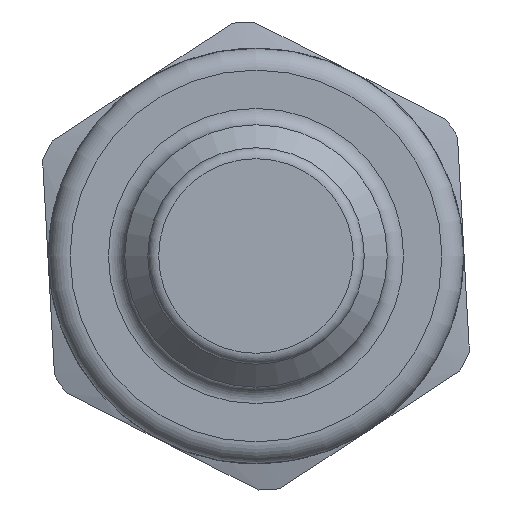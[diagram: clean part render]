
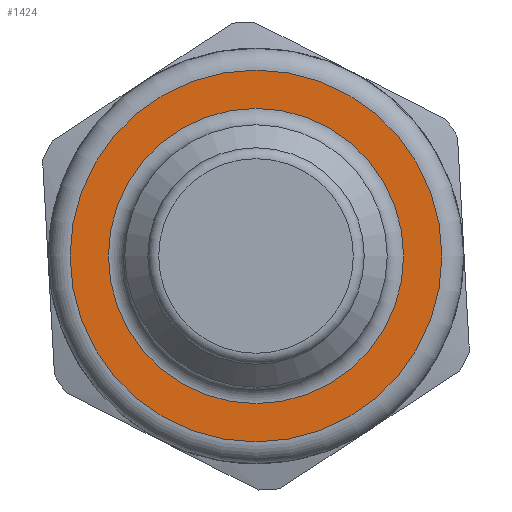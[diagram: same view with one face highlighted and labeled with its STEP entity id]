
A CAD part, left-side view. The second image highlights one B-rep face of the part: STEP entity #1424.
In plain terms, the highlighted planar face has unit normal (-1, 0, 0).
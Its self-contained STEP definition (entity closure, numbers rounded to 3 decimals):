
#175=PLANE('',#1612);
#207=FACE_BOUND('',#437,.T.);
#308=FACE_OUTER_BOUND('',#436,.T.);
#436=EDGE_LOOP('',(#1166));
#437=EDGE_LOOP('',(#1167));
#558=CIRCLE('',#1610,8.5);
#560=CIRCLE('',#1613,6.75);
#680=VERTEX_POINT('',#2500);
#682=VERTEX_POINT('',#2505);
#850=EDGE_CURVE('',#680,#680,#558,.T.);
#852=EDGE_CURVE('',#682,#682,#560,.T.);
#1166=ORIENTED_EDGE('',*,*,#850,.F.);
#1167=ORIENTED_EDGE('',*,*,#852,.F.);
#1424=ADVANCED_FACE('',(#308,#207),#175,.T.);
#1610=AXIS2_PLACEMENT_3D('',#2501,#1986,#1987);
#1612=AXIS2_PLACEMENT_3D('',#2504,#1990,#1991);
#1613=AXIS2_PLACEMENT_3D('',#2506,#1992,#1993);
#1986=DIRECTION('center_axis',(1.,0.,0.));
#1987=DIRECTION('ref_axis',(0.,-1.,0.));
#1990=DIRECTION('center_axis',(-1.,0.,0.));
#1991=DIRECTION('ref_axis',(0.,0.,1.));
#1992=DIRECTION('center_axis',(-1.,0.,0.));
#1993=DIRECTION('ref_axis',(0.,-1.,0.));
#2500=CARTESIAN_POINT('',(20.,8.5,0.));
#2501=CARTESIAN_POINT('Origin',(20.,0.,0.));
#2504=CARTESIAN_POINT('Origin',(20.,7.75,0.));
#2505=CARTESIAN_POINT('',(20.,6.75,0.));
#2506=CARTESIAN_POINT('Origin',(20.,0.,0.));
